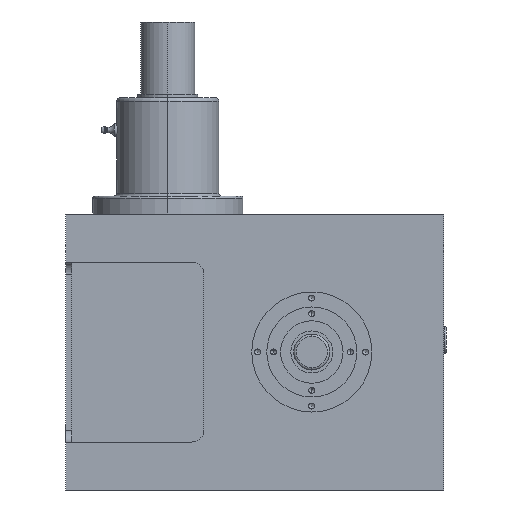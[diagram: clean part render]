
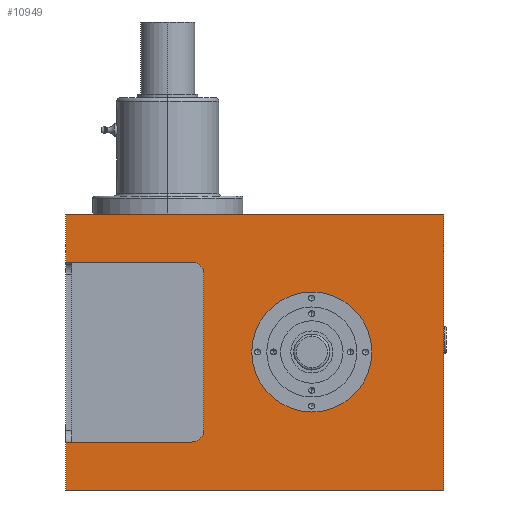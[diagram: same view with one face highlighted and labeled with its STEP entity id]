
A CAD part, left-side view. The second image highlights one B-rep face of the part: STEP entity #10949.
In plain terms, the highlighted planar face has unit normal (-1, 0, 0).
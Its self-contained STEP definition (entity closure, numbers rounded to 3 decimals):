
#710=LINE('',#15799,#1402);
#713=LINE('',#15803,#1405);
#715=LINE('',#15807,#1407);
#803=LINE('',#16351,#1495);
#807=LINE('',#16365,#1499);
#824=LINE('',#16413,#1516);
#825=LINE('',#16414,#1517);
#828=LINE('',#16420,#1520);
#1402=VECTOR('',#13374,1000.);
#1405=VECTOR('',#13379,1000.);
#1407=VECTOR('',#13383,1000.);
#1495=VECTOR('',#13665,1000.);
#1499=VECTOR('',#13681,1000.);
#1516=VECTOR('',#13728,1000.);
#1517=VECTOR('',#13729,1000.);
#1520=VECTOR('',#13738,1000.);
#3056=ORIENTED_EDGE('',*,*,#4685,.T.);
#3057=ORIENTED_EDGE('',*,*,#4502,.F.);
#3058=ORIENTED_EDGE('',*,*,#4678,.F.);
#3059=ORIENTED_EDGE('',*,*,#4684,.F.);
#3060=ORIENTED_EDGE('',*,*,#4644,.T.);
#3061=ORIENTED_EDGE('',*,*,#4653,.T.);
#3062=ORIENTED_EDGE('',*,*,#4679,.F.);
#3063=ORIENTED_EDGE('',*,*,#4500,.F.);
#3064=ORIENTED_EDGE('',*,*,#4484,.T.);
#3065=ORIENTED_EDGE('',*,*,#4497,.F.);
#3066=ORIENTED_EDGE('',*,*,#4480,.T.);
#4480=EDGE_CURVE('',#5374,#5373,#5845,.T.);
#4484=EDGE_CURVE('',#5378,#5377,#5847,.T.);
#4497=EDGE_CURVE('',#5374,#5377,#710,.T.);
#4500=EDGE_CURVE('',#5378,#5385,#713,.T.);
#4502=EDGE_CURVE('',#5386,#5373,#715,.T.);
#4644=EDGE_CURVE('',#5485,#5484,#803,.T.);
#4653=EDGE_CURVE('',#5484,#5488,#807,.T.);
#4678=EDGE_CURVE('',#5504,#5386,#824,.T.);
#4679=EDGE_CURVE('',#5385,#5488,#825,.T.);
#4684=EDGE_CURVE('',#5485,#5504,#828,.T.);
#4685=EDGE_CURVE('',#5505,#5505,#5914,.F.);
#5373=VERTEX_POINT('',#15765);
#5374=VERTEX_POINT('',#15767);
#5377=VERTEX_POINT('',#15774);
#5378=VERTEX_POINT('',#15776);
#5385=VERTEX_POINT('',#15804);
#5386=VERTEX_POINT('',#15808);
#5484=VERTEX_POINT('',#16350);
#5485=VERTEX_POINT('',#16352);
#5488=VERTEX_POINT('',#16364);
#5504=VERTEX_POINT('',#16412);
#5505=VERTEX_POINT('',#16423);
#5845=CIRCLE('',#11603,10.);
#5847=CIRCLE('',#11606,10.);
#5914=CIRCLE('',#11736,50.);
#6340=EDGE_LOOP('',(#3056));
#6341=EDGE_LOOP('',(#3057,#3058,#3059,#3060,#3061,#3062,#3063,#3064,#3065,
#3066));
#6908=FACE_BOUND('',#6340,.T.);
#6909=FACE_BOUND('',#6341,.T.);
#7280=PLANE('',#11735);
#10949=ADVANCED_FACE('',(#6908,#6909),#7280,.T.);
#11603=AXIS2_PLACEMENT_3D('',#15766,#13343,#13344);
#11606=AXIS2_PLACEMENT_3D('',#15775,#13351,#13352);
#11735=AXIS2_PLACEMENT_3D('',#16421,#13739,#13740);
#11736=AXIS2_PLACEMENT_3D('',#16422,#13741,#13742);
#13343=DIRECTION('',(1.,0.,0.));
#13344=DIRECTION('',(0.,0.,1.));
#13351=DIRECTION('',(1.,0.,0.));
#13352=DIRECTION('',(0.,0.,1.));
#13374=DIRECTION('',(0.,0.,1.));
#13379=DIRECTION('',(0.,1.,0.));
#13383=DIRECTION('',(0.,-1.,0.));
#13665=DIRECTION('',(0.,0.,1.));
#13681=DIRECTION('',(0.,1.,0.));
#13728=DIRECTION('',(0.,0.,1.));
#13729=DIRECTION('',(0.,0.,1.));
#13738=DIRECTION('',(0.,1.,0.));
#13739=DIRECTION('',(-1.,0.,0.));
#13740=DIRECTION('',(0.,0.,1.));
#13741=DIRECTION('',(-1.,0.,0.));
#13742=DIRECTION('',(0.,0.,1.));
#15765=CARTESIAN_POINT('',(-115.,100.,-75.));
#15766=CARTESIAN_POINT('',(-115.,100.,-65.));
#15767=CARTESIAN_POINT('',(-115.,90.,-65.));
#15774=CARTESIAN_POINT('',(-115.,90.,65.));
#15775=CARTESIAN_POINT('',(-115.,100.,65.));
#15776=CARTESIAN_POINT('',(-115.,100.,75.));
#15799=CARTESIAN_POINT('',(-115.,90.,-75.));
#15803=CARTESIAN_POINT('',(-115.,205.,75.));
#15804=CARTESIAN_POINT('',(-115.,205.,75.));
#15807=CARTESIAN_POINT('',(-115.,205.,-75.));
#15808=CARTESIAN_POINT('',(-115.,205.,-75.));
#16350=CARTESIAN_POINT('',(-115.,-110.,115.));
#16351=CARTESIAN_POINT('',(-115.,-110.,115.));
#16352=CARTESIAN_POINT('',(-115.,-110.,-115.));
#16364=CARTESIAN_POINT('',(-115.,205.,115.));
#16365=CARTESIAN_POINT('',(-115.,-110.,115.));
#16412=CARTESIAN_POINT('',(-115.,205.,-115.));
#16413=CARTESIAN_POINT('',(-115.,205.,115.));
#16414=CARTESIAN_POINT('',(-115.,205.,115.));
#16420=CARTESIAN_POINT('',(-115.,-110.,-115.));
#16421=CARTESIAN_POINT('',(-115.,-110.,115.));
#16422=CARTESIAN_POINT('',(-115.,0.,0.));
#16423=CARTESIAN_POINT('',(-115.,0.,50.));
